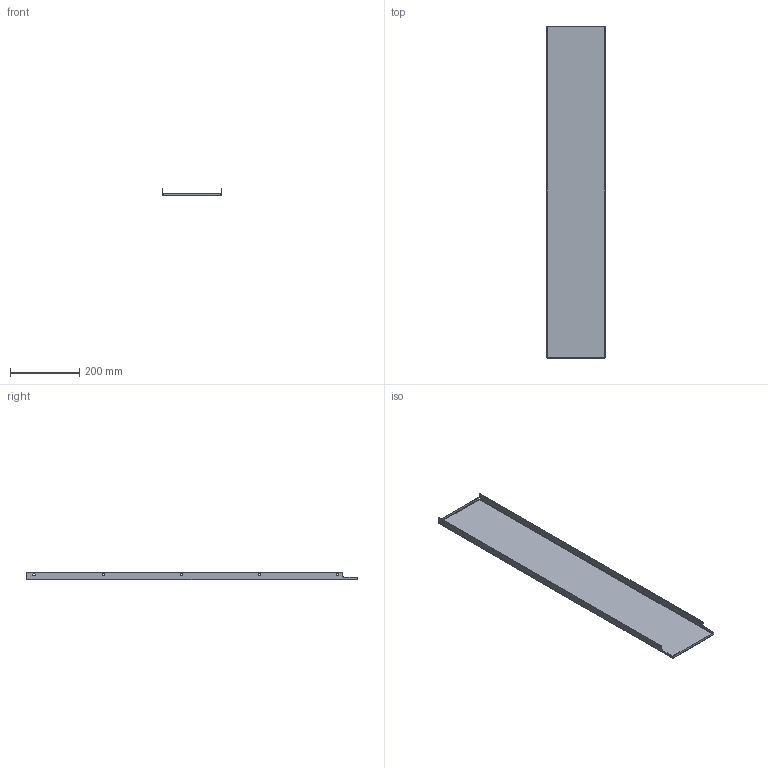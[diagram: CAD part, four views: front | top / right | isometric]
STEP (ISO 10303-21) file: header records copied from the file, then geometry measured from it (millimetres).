
FILE_DESCRIPTION (( 'STEP AP214' ), '1' );
FILE_NAME ('Ïåðåãîðîäêà ïåðåäíÿÿ 2000.STEP', '2022-04-04T08:44:14', ( '' ), ( '' ), 'SwSTEP 2.0', 'SolidWorks 2017', '' );
FILE_SCHEMA (( 'AUTOMOTIVE_DESIGN' ));
Length unit declared in the file: millimetre
Products named in the file (1): Ïåðåãîðîäêà ïåðåäíÿÿ 2000
Bounding box: 169 x 957 x 22 mm (x, y, z)
Volume: 161263 mm3; surface area: 405211.2 mm2
Topology: 1 solids, 1 shells, 72 faces, 178 edges, 108 vertices
Faces by surface type: plane 38, cylinder 34
Entity records: 2188 total; most frequent: DIRECTION 392, CARTESIAN_POINT 359, ORIENTED_EDGE 356, EDGE_CURVE 178, AXIS2_PLACEMENT_3D 141, VECTOR 110, LINE 110, VERTEX_POINT 108
